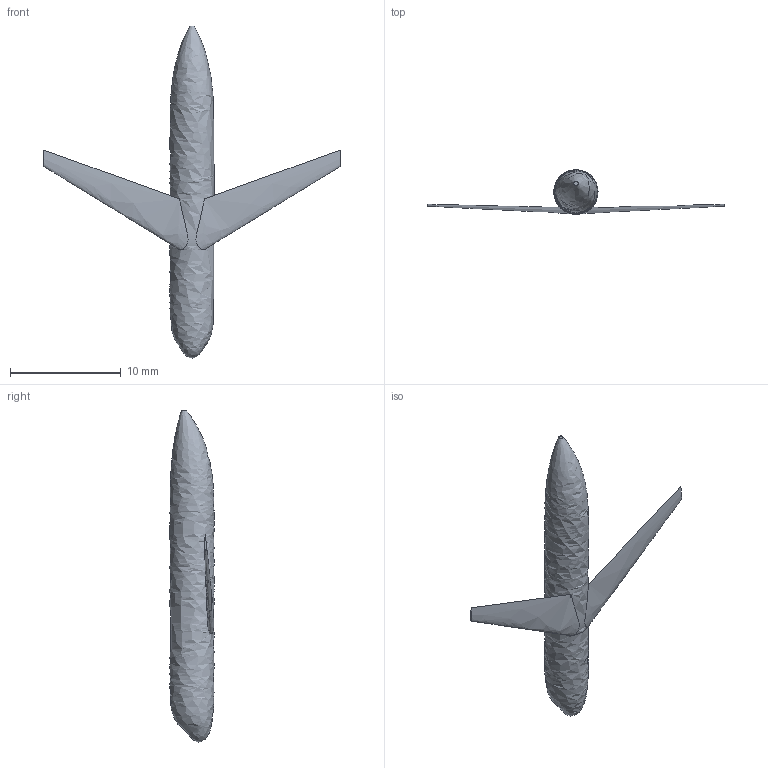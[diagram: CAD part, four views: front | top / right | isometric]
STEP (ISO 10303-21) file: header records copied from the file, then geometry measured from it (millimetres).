
FILE_DESCRIPTION(('Open CASCADE Model'),'2;1');
FILE_NAME('Open CASCADE Shape Model','2016-06-26T18:43:36',('Author'),( 'Open CASCADE'),'Open CASCADE STEP processor 6.5','Open CASCADE 6.5' ,'Unknown');
FILE_SCHEMA(('AUTOMOTIVE_DESIGN_CC2 { 1 2 10303 214 -1 1 5 4 }'));
Length unit declared in the file: millimetre
Products named in the file (1): fusion
Bounding box: 26.81 x 4.01 x 30 mm (x, y, z)
Volume: 323.6 mm3; surface area: 487.5 mm2
Topology: 1 solids, 2 shells, 7 faces, 10 edges, 6 vertices
Faces by surface type: bspline 4, plane 3
Entity records: 8814 total; most frequent: CARTESIAN_POINT 8621, DIRECTION 19, ORIENTED_EDGE 18, PCURVE 18, DEFINITIONAL_REPRESENTATION 18, B_SPLINE_CURVE_WITH_KNOTS 15, LINE 11, VECTOR 11
